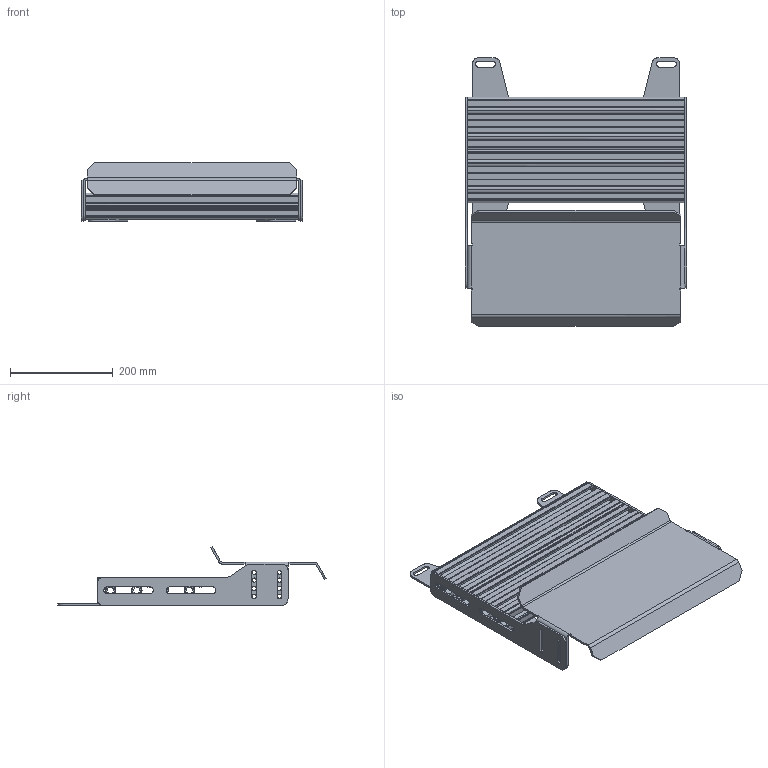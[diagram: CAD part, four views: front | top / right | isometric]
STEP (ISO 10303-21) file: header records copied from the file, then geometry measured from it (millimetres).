
FILE_DESCRIPTION(('FreeCAD Model'),'2;1');
FILE_NAME('Open CASCADE Shape Model','2025-05-04T06:18:30',('FreeCAD'),( 'FreeCAD'),'Open CASCADE STEP processor 7.6','FreeCAD','Unknown');
FILE_SCHEMA(('AUTOMOTIVE_DESIGN { 1 0 10303 214 1 1 1 1 }'));
Length unit declared in the file: millimetre
Products named in the file (1): Open CASCADE STEP translator 7.6 1
Bounding box: 432.19 x 523.17 x 114.86 mm (x, y, z)
Volume: 2087565.4 mm3; surface area: 1357221.6 mm2
Topology: 7 solids, 7 shells, 874 faces, 2548 edges, 1688 vertices
Faces by surface type: bspline 874
Entity records: 26494 total; most frequent: CARTESIAN_POINT 11625, ORIENTED_EDGE 5096, EDGE_CURVE 2548, B_SPLINE_CURVE_WITH_KNOTS 2068, VERTEX_POINT 1688, FACE_BOUND 966, EDGE_LOOP 966, ADVANCED_FACE 874
